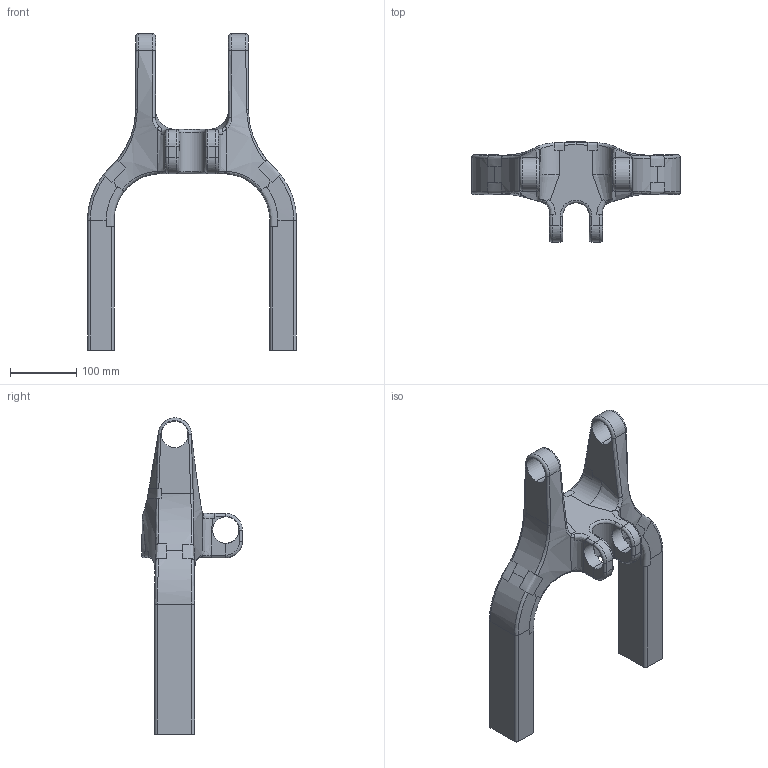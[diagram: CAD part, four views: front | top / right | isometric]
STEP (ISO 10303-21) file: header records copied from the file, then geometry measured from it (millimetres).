
FILE_DESCRIPTION (( 'STEP AP203' ), '1' );
FILE_NAME ('ver_2.2.4_symetryczny.STEP', '2020-04-10T14:13:15', ( '' ), ( '' ), 'SwSTEP 2.0', 'SolidWorks 2018', '' );
FILE_SCHEMA (( 'CONFIG_CONTROL_DESIGN' ));
Length unit declared in the file: millimetre
Products named in the file (1): ver_2.2.4_symetryczny
Bounding box: 315 x 151.93 x 477 mm (x, y, z)
Surface area: 234600.1 mm2 (no closed solid volume)
Topology: 0 solids, 1 shells, 149 faces, 471 edges, 316 vertices
Faces by surface type: bspline 78, cylinder 41, plane 20, torus 10
Entity records: 34399 total; most frequent: CARTESIAN_POINT 30944, ORIENTED_EDGE 922, EDGE_CURVE 471, DIRECTION 393, VERTEX_POINT 316, B_SPLINE_CURVE_WITH_KNOTS 300, EDGE_LOOP 153, AXIS2_PLACEMENT_3D 150
